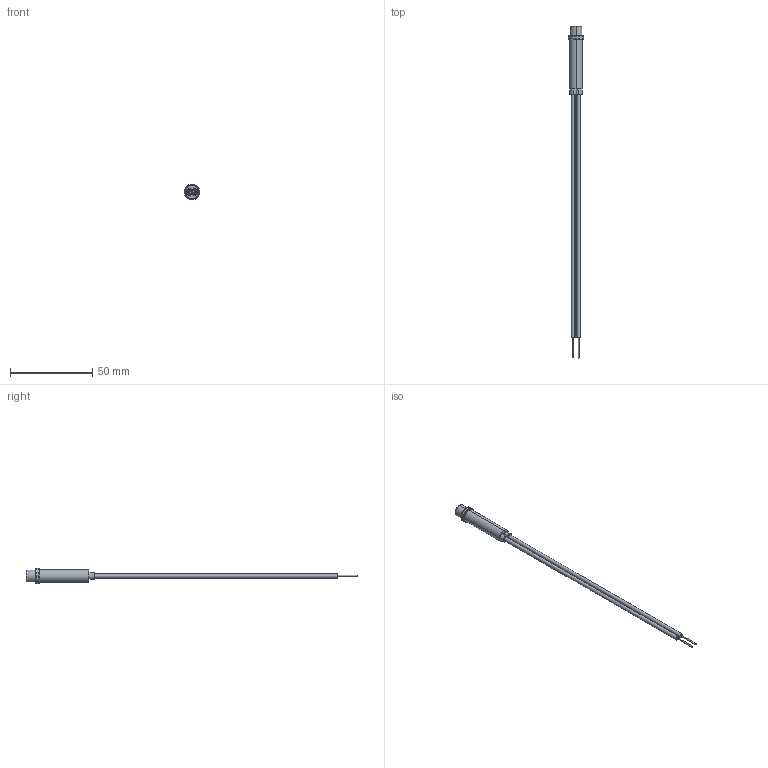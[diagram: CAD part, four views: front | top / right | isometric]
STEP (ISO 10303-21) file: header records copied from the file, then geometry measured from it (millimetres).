
FILE_DESCRIPTION (( 'STEP AP214' ), '1' );
FILE_NAME ('2150A_2151A_2112A_2152A_2194A.STEP', '2019-05-13T16:34:16', ( 'user' ), ( 'Microsoft' ), 'SwSTEP 2.0', 'SolidWorks 2018', '' );
FILE_SCHEMA (( 'AUTOMOTIVE_DESIGN' ));
Length unit declared in the file: inch
Products named in the file (6): MB1652S; E21672 - B4718; 2150A_2151A_2112A_2152A_2194A; MT2921-A9708; WP1503_04'''' ; D21759-XX - A7952
Assembly tree (7 placements, depth 2):
  2150A_2151A_2112A_2152A_2194A
    D21759-XX - A7952
    E21672 - B4718
    MB1652S
    WP1503_04''''   x2
    MT2921-A9708  x2
Bounding box: 9.43 x 202.26 x 9.43 mm (x, y, z)
Volume: 2241.5 mm3; surface area: 5068.6 mm2
Topology: 7 solids, 7 shells, 116 faces, 261 edges, 170 vertices
Faces by surface type: cylinder 58, plane 46, torus 12
Entity records: 2885 total; most frequent: DIRECTION 501, CARTESIAN_POINT 425, ORIENTED_EDGE 390, AXIS2_PLACEMENT_3D 210, EDGE_CURVE 195, VERTEX_POINT 126, CIRCLE 112, EDGE_LOOP 105
